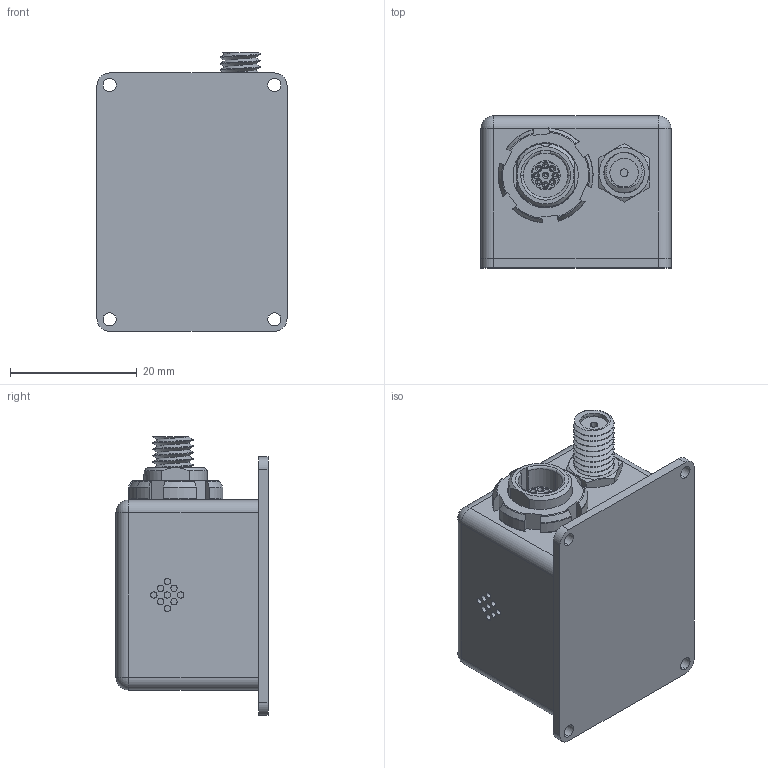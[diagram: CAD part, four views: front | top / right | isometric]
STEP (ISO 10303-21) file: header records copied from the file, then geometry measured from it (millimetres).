
FILE_DESCRIPTION (( 'STEP AP214' ), '1' );
FILE_NAME ('Spatial (step file for customers).STEP', '2014-06-13T01:09:43', ( '' ), ( '' ), 'SwSTEP 2.0', 'SolidWorks 2014', '' );
FILE_SCHEMA (( 'AUTOMOTIVE_DESIGN' ));
Length unit declared in the file: millimetre
Products named in the file (1): Spatial (step file for customers)
Bounding box: 30 x 24 x 44 mm (x, y, z)
Surface area: 6878.6 mm2 (no closed solid volume)
Topology: 0 solids, 10 shells, 874 faces, 2505 edges, 1680 vertices
Faces by surface type: plane 501, bspline 198, cylinder 113, cone 34, torus 24, sphere 4
Entity records: 41073 total; most frequent: CARTESIAN_POINT 10377, ORIENTED_EDGE 4668, DIRECTION 3556, EDGE_CURVE 2499, VERTEX_POINT 1680, VECTOR 1646, LINE 1646, EDGE_LOOP 994
